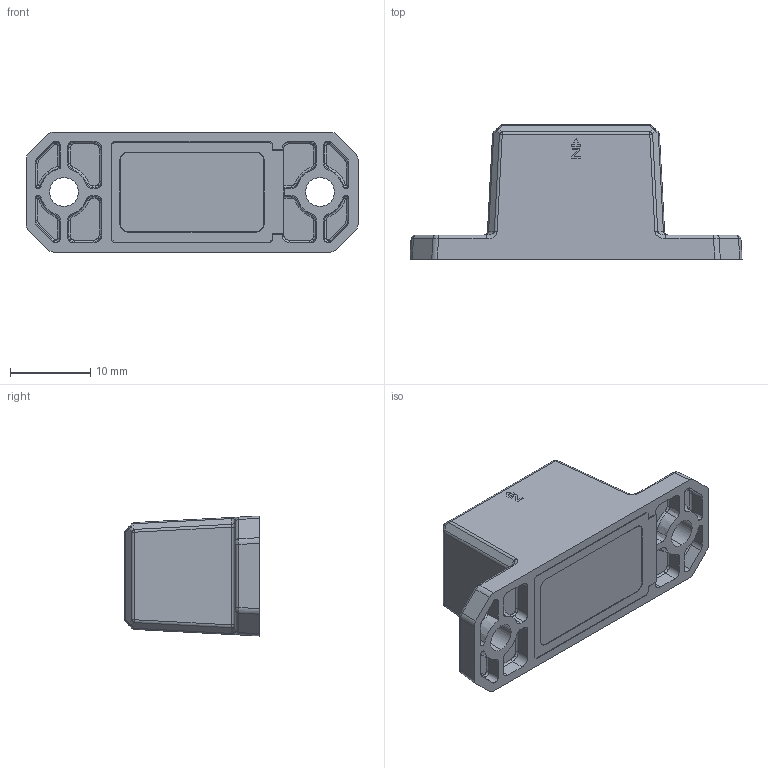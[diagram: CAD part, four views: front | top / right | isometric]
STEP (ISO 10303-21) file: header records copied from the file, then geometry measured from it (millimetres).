
FILE_DESCRIPTION (( 'STEP AP203' ), '1' );
FILE_NAME ('REV-31-3332.STEP', '2024-10-15T21:00:20', ( '' ), ( '' ), 'SwSTEP 2.0', 'SolidWorks 2022', '' );
FILE_SCHEMA (( 'CONFIG_CONTROL_DESIGN' ));
Length unit declared in the file: millimetre
Products named in the file (16): REV-31-3332-B01; placementOutline-7.step; REV-31-3332-P01; placementOutline-2.step; REV-31-3332-P02; DesignRootModel.step; REV-31-3332-P03; REV-31-3332-B01_RevB.step; REV-31-3332; S4B-PH-K-S; Submodel-noModelForPart_BNO055_1421815389.step; binding cross head screw_ks_KS 1023 BC - M2 x 12-N; Submodel-BNO055_1421815389_part_LGA28R50P4X10_380X520X100.step; Submodel-CPDV5-3V3_2416336315_part_SC70-5.step; uid__9223372036855708290.step; Submodel-noModelForPart_CPDV5-3V3_2416336315.step
Assembly tree (15 placements, depth 7):
  REV-31-3332
    REV-31-3332-P01
    REV-31-3332-P02
    REV-31-3332-B01
      REV-31-3332-B01_RevB.step
        DesignRootModel.step
          Submodel-CPDV5-3V3_2416336315_part_SC70-5.step
            Submodel-noModelForPart_CPDV5-3V3_2416336315.step
              placementOutline-2.step
          Submodel-BNO055_1421815389_part_LGA28R50P4X10_380X520X100.step
            Submodel-noModelForPart_BNO055_1421815389.step
              placementOutline-7.step
          uid__9223372036855708290.step
      S4B-PH-K-S
    REV-31-3332-P03
    binding cross head screw_ks_KS 1023 BC - M2 x 12-N
Bounding box: 41.5 x 16.8 x 15 mm (x, y, z)
Volume: 3142.8 mm3; surface area: 6100.8 mm2
Topology: 8 solids, 8 shells, 797 faces, 2061 edges, 1307 vertices
Faces by surface type: plane 453, bspline 143, cylinder 130, cone 30, torus 23, sphere 18
Entity records: 28094 total; most frequent: CARTESIAN_POINT 8143, ORIENTED_EDGE 4110, DIRECTION 3357, EDGE_CURVE 2055, LINE 1325, VECTOR 1325, VERTEX_POINT 1307, AXIS2_PLACEMENT_3D 1016
